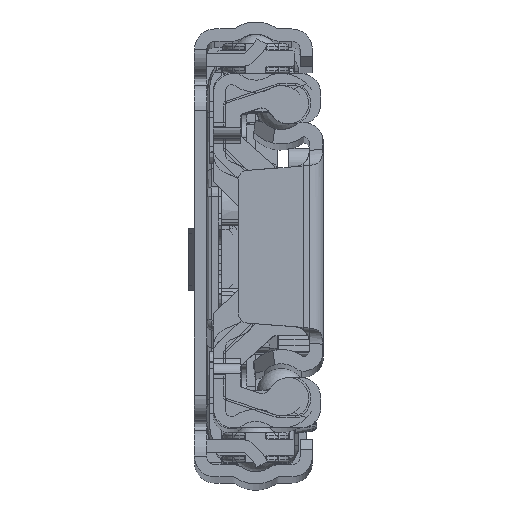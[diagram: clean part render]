
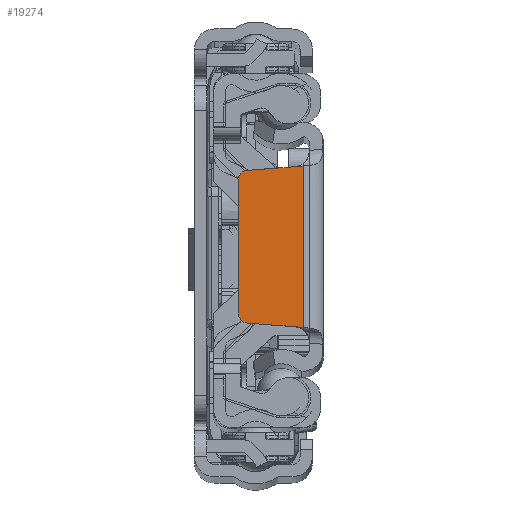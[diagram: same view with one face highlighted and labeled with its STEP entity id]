
A CAD part, top view. The second image highlights one B-rep face of the part: STEP entity #19274.
In plain terms, the highlighted face is planar.
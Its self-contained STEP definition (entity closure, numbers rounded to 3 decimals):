
#714 = AXIS2_PLACEMENT_3D ( 'NONE', #18641, #36458, #70229 ) ;
#2339 = VERTEX_POINT ( 'NONE', #56470 ) ;
#2582 = CARTESIAN_POINT ( 'NONE',  ( -2., -7.945, 0. ) ) ;
#7031 = EDGE_LOOP ( 'NONE', ( #61568, #102603, #27640, #52511, #95409, #93407, #53268, #22482 ) ) ;
#9717 = VERTEX_POINT ( 'NONE', #64252 ) ;
#9861 = VECTOR ( 'NONE', #60603, 1000. ) ;
#11424 = FACE_OUTER_BOUND ( 'NONE', #7031, .T. ) ;
#13162 = CARTESIAN_POINT ( 'NONE',  ( -8.4, -6.524, 0. ) ) ;
#14116 = VERTEX_POINT ( 'NONE', #32711 ) ;
#15390 = DIRECTION ( 'NONE',  ( 0., -1., 0. ) ) ;
#15538 = EDGE_CURVE ( 'NONE', #34635, #22567, #57193, .T. ) ;
#15572 = DIRECTION ( 'NONE',  ( -0.997, 0.077, 0. ) ) ;
#16898 = CARTESIAN_POINT ( 'NONE',  ( -2., 7.945, 0. ) ) ;
#18096 = LINE ( 'NONE', #2582, #68587 ) ;
#18641 = CARTESIAN_POINT ( 'NONE',  ( -7.4, -6.524, 0. ) ) ;
#19274 = ADVANCED_FACE ( 'NONE', ( #11424 ), #104689, .F. ) ;
#22482 = ORIENTED_EDGE ( 'NONE', *, *, #80060, .T. ) ;
#22567 = VERTEX_POINT ( 'NONE', #13162 ) ;
#22817 = DIRECTION ( 'NONE',  ( 0., 0., -1. ) ) ;
#25218 = LINE ( 'NONE', #41711, #65129 ) ;
#26759 = CARTESIAN_POINT ( 'NONE',  ( -8.4, 8.1, 0. ) ) ;
#27640 = ORIENTED_EDGE ( 'NONE', *, *, #55875, .T. ) ;
#30582 = CARTESIAN_POINT ( 'NONE',  ( -7.4, 6.524, 0. ) ) ;
#32711 = CARTESIAN_POINT ( 'NONE',  ( -7.477, 7.521, 0. ) ) ;
#33888 = EDGE_CURVE ( 'NONE', #2339, #57909, #25218, .T. ) ;
#34635 = VERTEX_POINT ( 'NONE', #96179 ) ;
#36458 = DIRECTION ( 'NONE',  ( 0., 0., -1. ) ) ;
#37568 = CARTESIAN_POINT ( 'NONE',  ( -8.4, 6.524, 0. ) ) ;
#37593 = LINE ( 'NONE', #90486, #97396 ) ;
#41711 = CARTESIAN_POINT ( 'NONE',  ( -2., -13.87, 0. ) ) ;
#46809 = VERTEX_POINT ( 'NONE', #37568 ) ;
#47062 = AXIS2_PLACEMENT_3D ( 'NONE', #79491, #63070, #88069 ) ;
#50928 = EDGE_CURVE ( 'NONE', #2339, #9717, #69180, .T. ) ;
#52511 = ORIENTED_EDGE ( 'NONE', *, *, #68975, .T. ) ;
#53268 = ORIENTED_EDGE ( 'NONE', *, *, #33888, .T. ) ;
#55669 = VERTEX_POINT ( 'NONE', #106666 ) ;
#55875 = EDGE_CURVE ( 'NONE', #22567, #46809, #108324, .T. ) ;
#56116 = VECTOR ( 'NONE', #69091, 1000. ) ;
#56470 = CARTESIAN_POINT ( 'NONE',  ( -2., 7.945, 0. ) ) ;
#57193 = CIRCLE ( 'NONE', #714, 1. ) ;
#57716 = AXIS2_PLACEMENT_3D ( 'NONE', #30582, #22817, #107486 ) ;
#57909 = VERTEX_POINT ( 'NONE', #76053 ) ;
#60603 = DIRECTION ( 'NONE',  ( 0., 1., 0. ) ) ;
#61568 = ORIENTED_EDGE ( 'NONE', *, *, #62739, .F. ) ;
#62739 = EDGE_CURVE ( 'NONE', #34635, #55669, #37593, .T. ) ;
#63070 = DIRECTION ( 'NONE',  ( 0., 0., 1. ) ) ;
#64252 = CARTESIAN_POINT ( 'NONE',  ( -2.784, 7.885, 0. ) ) ;
#65129 = VECTOR ( 'NONE', #15390, 1000. ) ;
#68587 = VECTOR ( 'NONE', #15572, 1000. ) ;
#68975 = EDGE_CURVE ( 'NONE', #46809, #14116, #82982, .T. ) ;
#69091 = DIRECTION ( 'NONE',  ( -0.997, -0.077, 0. ) ) ;
#69180 = LINE ( 'NONE', #16898, #99783 ) ;
#70229 = DIRECTION ( 'NONE',  ( 1., 0., 0. ) ) ;
#76053 = CARTESIAN_POINT ( 'NONE',  ( -2., -7.945, 0. ) ) ;
#79491 = CARTESIAN_POINT ( 'NONE',  ( -4.143, -13.87, 0. ) ) ;
#80060 = EDGE_CURVE ( 'NONE', #57909, #55669, #18096, .T. ) ;
#82982 = CIRCLE ( 'NONE', #57716, 1. ) ;
#86258 = CARTESIAN_POINT ( 'NONE',  ( -8.4, 7.45, 0. ) ) ;
#88069 = DIRECTION ( 'NONE',  ( 1., 0., 0. ) ) ;
#90486 = CARTESIAN_POINT ( 'NONE',  ( -8.4, -7.45, 0. ) ) ;
#92295 = EDGE_CURVE ( 'NONE', #9717, #14116, #96031, .T. ) ;
#93407 = ORIENTED_EDGE ( 'NONE', *, *, #50928, .F. ) ;
#93456 = DIRECTION ( 'NONE',  ( -0.997, -0.077, 0. ) ) ;
#95409 = ORIENTED_EDGE ( 'NONE', *, *, #92295, .F. ) ;
#96031 = LINE ( 'NONE', #86258, #56116 ) ;
#96179 = CARTESIAN_POINT ( 'NONE',  ( -7.477, -7.521, 0. ) ) ;
#97396 = VECTOR ( 'NONE', #108246, 1000. ) ;
#99783 = VECTOR ( 'NONE', #93456, 1000. ) ;
#102603 = ORIENTED_EDGE ( 'NONE', *, *, #15538, .T. ) ;
#104689 = PLANE ( 'NONE',  #47062 ) ;
#106666 = CARTESIAN_POINT ( 'NONE',  ( -2.784, -7.885, 0. ) ) ;
#107486 = DIRECTION ( 'NONE',  ( 1., 0., 0. ) ) ;
#108246 = DIRECTION ( 'NONE',  ( 0.997, -0.077, 0. ) ) ;
#108324 = LINE ( 'NONE', #26759, #9861 ) ;
